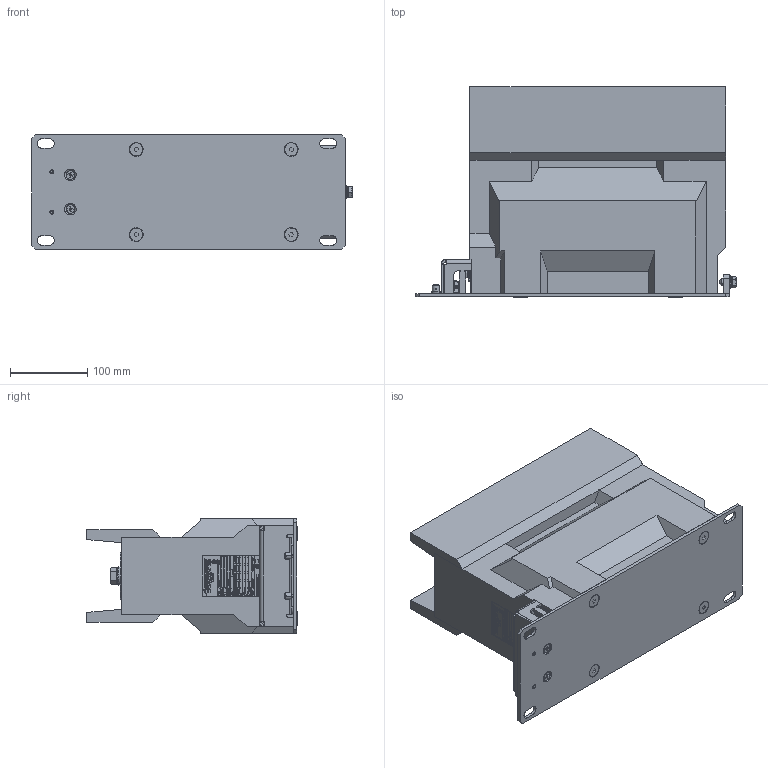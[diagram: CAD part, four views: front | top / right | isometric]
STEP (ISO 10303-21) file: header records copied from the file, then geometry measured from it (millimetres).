
FILE_DESCRIPTION (( 'STEP AP214' ), '1' );
FILE_NAME ('ﾒﾋﾊ-ﾑﾒ-10-18ﾌ1 (5ﾀ-1500ﾀ).STEP', '2023-07-21T08:47:38', ( '' ), ( '' ), 'SwSTEP 2.0', 'SolidWorks 2014', '' );
FILE_SCHEMA (( 'AUTOMOTIVE_DESIGN' ));
Length unit declared in the file: millimetre
Products named in the file (28): ﾘ琺矜 DIN 127 B_6; Êîðïóñ^ÂÅÈÓ.671213.552 Ñáîðêà ñ çàëèâêîé ÒËÊ-ÑÒ-10-18_00; Ãàéêà øåñòèãðàííàÿ DIN 934_6; ﾘ琺矜 DIN 125 ﾀ_8.01.019; ﾘ琺矜 DIN 125 ﾀ_6.01.019; ÂÅÈÓ.758472.024 Ãàéêà ñïåöèàëüíàÿ; countersunk flat head cross recess screw_din_ISO 7046-1 - M6 x 20 - Z --- 20N; ÂÅÈÓ.671213.347 Àêòèâíàÿ ÷àñòü ÒËÊ-ÑÒ-10-18_5-600 € (4 ®¡¬.); Âèíò ïîòàé ñ âí. øåñò. DIN 7991_8å20; 屡扔.757465.006 袜觐礤黜桕; Áîëò DIN 933_5å10; 屡扔.758472.007 绵殛郷-02; Áîëò DIN 933_8å16; Áîëò DIN 933_12å30 ; ﾒﾋﾊ-ﾑﾒ-10-18ﾌ1 (5ﾀ-1500ﾀ); ﾘ琺矜 DIN 127 B_5; ﾘ琺矜 DIN 127 B_8; ﾘ琺矜 DIN 127 B_12; ﾘ琺矜 DIN 125 ﾀ_5.01.019; ﾘ琺矜 DIN 125 ﾀ_12.01.019; ÂÅÈÓ.754312.182À Òàáëè÷êà òåõíè÷åñêèõ äàííûõ ÒËÊ-ÑÒ_-00; 屡扔.758181.002 妈眚 镫铎徼痤忸黜; ÂÅÈÓ.735314.031 Êðûøêà çàùèòíàÿ_-00; ﾂﾅﾈﾓ.733411.113 ﾎ魵瑙韃; 屡扔.733411.007 务眍忄龛錩-09; 屡扔.757249.006 想囫蜩磬; Êîïèÿ Äîçàëèâêà áàðüåðîâ^ÈÁËÒ.671252.002 Òðàíñôîðìàòîð òîêà ÒËÊ-ÑÒ-10-18_00; ÂÅÈÓ.671213.552 Ñáîðêà ñ çàëèâêîé ÒËÊ-ÑÒ-10-18_5-600 € (4 ®¡¬.)
Assembly tree (84 placements, depth 4):
  ﾒﾋﾊ-ﾑﾒ-10-18ﾌ1 (5ﾀ-1500ﾀ)
    ÂÅÈÓ.671213.552 Ñáîðêà ñ çàëèâêîé ÒËÊ-ÑÒ-10-18_5-600 € (4 ®¡¬.)
      ÂÅÈÓ.671213.347 Àêòèâíàÿ ÷àñòü ÒËÊ-ÑÒ-10-18_5-600 € (4 ®¡¬.)
        屡扔.758472.007 绵殛郷-02  x8
        屡扔.757465.006 袜觐礤黜桕  x2
      ÂÅÈÓ.758472.024 Ãàéêà ñïåöèàëüíàÿ  x4
      ﾘ琺矜 DIN 125 ﾀ_8.01.019  x4
      Êîðïóñ^ÂÅÈÓ.671213.552 Ñáîðêà ñ çàëèâêîé ÒËÊ-ÑÒ-10-18_00
    ﾂﾅﾈﾓ.733411.113 ﾎ魵瑙韃
      屡扔.757249.006 想囫蜩磬
      屡扔.733411.007 务眍忄龛錩-09
    ÂÅÈÓ.735314.031 Êðûøêà çàùèòíàÿ_-00
    屡扔.758181.002 妈眚 镫铎徼痤忸黜  x2
    ÂÅÈÓ.754312.182À Òàáëè÷êà òåõíè÷åñêèõ äàííûõ ÒËÊ-ÑÒ_-00
    ﾘ琺矜 DIN 125 ﾀ_12.01.019  x4
    ﾘ琺矜 DIN 125 ﾀ_5.01.019  x8
    ﾘ琺矜 DIN 125 ﾀ_8.01.019
    ﾘ琺矜 DIN 127 B_12  x4
    ﾘ琺矜 DIN 127 B_8
    ﾘ琺矜 DIN 127 B_5  x8
    Áîëò DIN 933_12å30   x4
    Áîëò DIN 933_8å16
    Áîëò DIN 933_5å10  x8
    Âèíò ïîòàé ñ âí. øåñò. DIN 7991_8å20  x4
    countersunk flat head cross recess screw_din_ISO 7046-1 - M6 x 20 - Z --- 20N  x2
    ﾘ琺矜 DIN 125 ﾀ_6.01.019  x4
    Ãàéêà øåñòèãðàííàÿ DIN 934_6  x4
    ﾘ琺矜 DIN 127 B_6  x2
    Êîïèÿ Äîçàëèâêà áàðüåðîâ^ÈÁËÒ.671252.002 Òðàíñôîðìàòîð òîêà ÒËÊ-ÑÒ-10-18_00
Bounding box: 413.9 x 271.46 x 148 mm (x, y, z)
Volume: 9826248.8 mm3; surface area: 687807.3 mm2
Topology: 82 solids, 82 shells, 4772 faces, 12306 edges, 8039 vertices
Faces by surface type: plane 2641, bspline 1228, cylinder 492, cone 306, torus 105
Entity records: 204715 total; most frequent: CARTESIAN_POINT 83965, ORIENTED_EDGE 20836, DIRECTION 14046, EDGE_CURVE 10418, VECTOR 7264, LINE 7264, VERTEX_POINT 6902, EDGE_LOOP 4342
